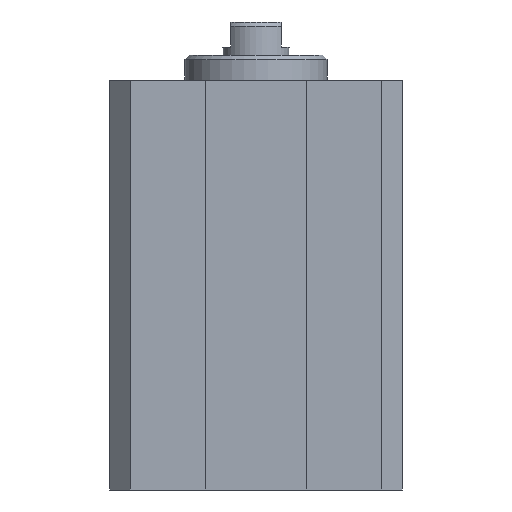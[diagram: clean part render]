
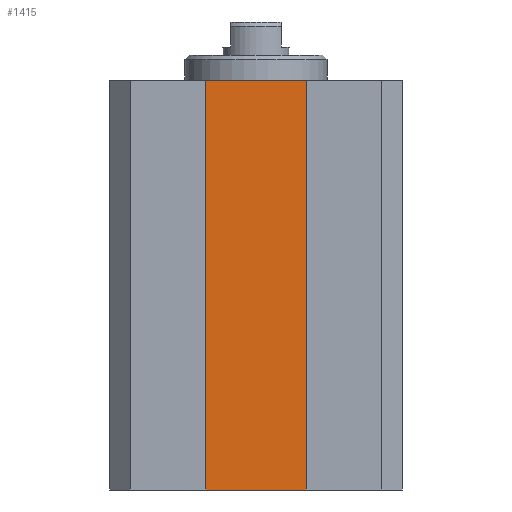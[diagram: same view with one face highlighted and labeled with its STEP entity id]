
A CAD part, front view. The second image highlights one B-rep face of the part: STEP entity #1415.
In plain terms, the highlighted planar face has unit normal (0, -1, 0).
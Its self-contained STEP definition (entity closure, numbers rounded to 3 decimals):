
#58=LINE('',#2078,#174);
#86=LINE('',#2212,#202);
#128=LINE('',#2331,#244);
#129=LINE('',#2333,#245);
#174=VECTOR('',#1640,16.2);
#202=VECTOR('',#1770,16.2);
#244=VECTOR('',#1904,49.);
#245=VECTOR('',#1907,49.);
#306=PLANE('',#1554);
#444=FACE_OUTER_BOUND('',#582,.T.);
#582=EDGE_LOOP('',(#1222,#1223,#1224,#1225));
#699=VERTEX_POINT('',#2075);
#700=VERTEX_POINT('',#2077);
#754=VERTEX_POINT('',#2209);
#755=VERTEX_POINT('',#2211);
#832=EDGE_CURVE('',#700,#699,#58,.T.);
#887=EDGE_CURVE('',#755,#754,#86,.T.);
#941=EDGE_CURVE('',#699,#755,#128,.T.);
#942=EDGE_CURVE('',#700,#754,#129,.T.);
#1222=ORIENTED_EDGE('',*,*,#887,.T.);
#1223=ORIENTED_EDGE('',*,*,#942,.F.);
#1224=ORIENTED_EDGE('',*,*,#832,.T.);
#1225=ORIENTED_EDGE('',*,*,#941,.T.);
#1415=ADVANCED_FACE('',(#444),#306,.T.);
#1554=AXIS2_PLACEMENT_3D('',#2332,#1905,#1906);
#1640=DIRECTION('',(1.,0.,0.));
#1770=DIRECTION('',(-1.,0.,0.));
#1904=DIRECTION('',(0.,0.,1.));
#1905=DIRECTION('center_axis',(0.,-1.,0.));
#1906=DIRECTION('ref_axis',(0.,0.,-1.));
#1907=DIRECTION('',(0.,0.,1.));
#2075=CARTESIAN_POINT('',(8.1,-12.,-34.5));
#2077=CARTESIAN_POINT('',(-8.1,-12.,-34.5));
#2078=CARTESIAN_POINT('',(-8.1,-12.,-34.5));
#2209=CARTESIAN_POINT('',(-8.1,-12.,14.5));
#2211=CARTESIAN_POINT('',(8.1,-12.,14.5));
#2212=CARTESIAN_POINT('',(-8.1,-12.,14.5));
#2331=CARTESIAN_POINT('',(8.1,-12.,0.));
#2332=CARTESIAN_POINT('Origin',(8.1,-12.,0.));
#2333=CARTESIAN_POINT('',(-8.1,-12.,0.));
